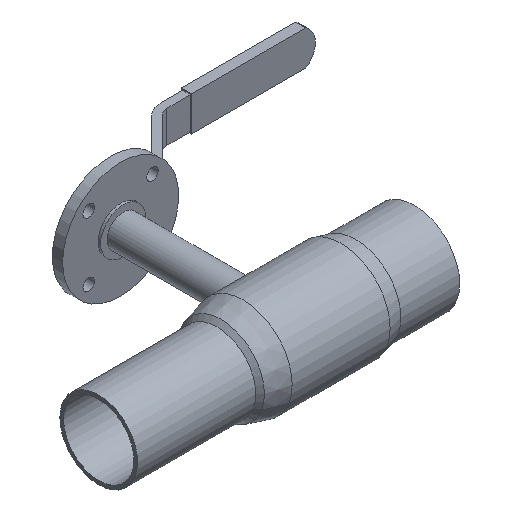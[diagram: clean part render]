
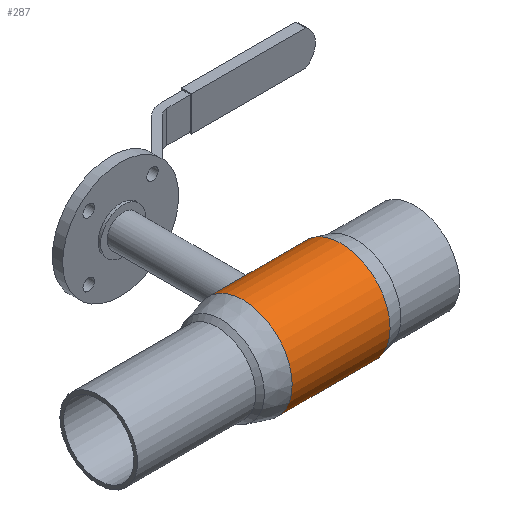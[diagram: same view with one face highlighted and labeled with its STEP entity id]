
A CAD part, isometric view. The second image highlights one B-rep face of the part: STEP entity #287.
In plain terms, the highlighted cylindrical face has radius 38.05 mm (diameter 76.1 mm), a full revolution.
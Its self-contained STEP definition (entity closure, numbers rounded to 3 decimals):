
#219=CARTESIAN_POINT('',(150.0,0.0,0.0));
#220=DIRECTION('',(1.0,0.0,0.0));
#221=DIRECTION('',(0.0,1.0,0.0));
#222=AXIS2_PLACEMENT_3D('',#219,#220,#221);
#223=CYLINDRICAL_SURFACE('',#222,38.05);
#224=CARTESIAN_POINT('',(112.0,38.05,0.0));
#225=VERTEX_POINT('',#224);
#226=CARTESIAN_POINT('',(112.0,0.0,0.0));
#227=DIRECTION('',(1.0,0.0,0.0));
#228=DIRECTION('',(0.0,1.0,0.0));
#229=AXIS2_PLACEMENT_3D('',#226,#227,#228);
#230=CIRCLE('',#229,38.05);
#231=EDGE_CURVE('',#225,#225,#230,.T.);
#232=ORIENTED_EDGE('',*,*,#231,.T.);
#233=EDGE_LOOP('',(#232));
#234=FACE_OUTER_BOUND('',#233,.T.);
#235=CARTESIAN_POINT('',(188.0,38.05,0.0));
#236=VERTEX_POINT('',#235);
#237=CARTESIAN_POINT('',(188.0,0.0,0.0));
#238=DIRECTION('',(1.0,0.0,0.0));
#239=DIRECTION('',(0.0,1.0,0.0));
#240=AXIS2_PLACEMENT_3D('',#237,#238,#239);
#241=CIRCLE('',#240,38.05);
#242=EDGE_CURVE('',#236,#236,#241,.T.);
#243=ORIENTED_EDGE('',*,*,#242,.F.);
#244=EDGE_LOOP('',(#243));
#245=FACE_BOUND('',#244,.T.);
#246=CARTESIAN_POINT('',(150.0,35.938,-12.5));
#247=VERTEX_POINT('',#246);
#248=CARTESIAN_POINT('',(150.0,35.938,-12.5));
#249=CARTESIAN_POINT('',(151.583,35.938,-12.5));
#250=CARTESIAN_POINT('',(153.262,36.054,-12.181));
#251=CARTESIAN_POINT('',(156.338,36.461,-10.902));
#252=CARTESIAN_POINT('',(157.735,36.746,-9.942));
#253=CARTESIAN_POINT('',(159.942,37.273,-7.736));
#254=CARTESIAN_POINT('',(160.902,37.55,-6.338));
#255=CARTESIAN_POINT('',(162.181,37.942,-3.262));
#256=CARTESIAN_POINT('',(162.5,38.05,-1.582));
#257=CARTESIAN_POINT('',(162.5,38.05,1.582));
#258=CARTESIAN_POINT('',(162.181,37.942,3.262));
#259=CARTESIAN_POINT('',(160.902,37.55,6.338));
#260=CARTESIAN_POINT('',(159.942,37.273,7.736));
#261=CARTESIAN_POINT('',(157.735,36.746,9.942));
#262=CARTESIAN_POINT('',(156.338,36.461,10.902));
#263=CARTESIAN_POINT('',(153.262,36.054,12.181));
#264=CARTESIAN_POINT('',(151.583,35.938,12.5));
#265=CARTESIAN_POINT('',(148.417,35.938,12.5));
#266=CARTESIAN_POINT('',(146.738,36.054,12.181));
#267=CARTESIAN_POINT('',(143.662,36.461,10.902));
#268=CARTESIAN_POINT('',(142.265,36.746,9.942));
#269=CARTESIAN_POINT('',(140.058,37.273,7.736));
#270=CARTESIAN_POINT('',(139.098,37.55,6.338));
#271=CARTESIAN_POINT('',(137.819,37.942,3.262));
#272=CARTESIAN_POINT('',(137.5,38.05,1.582));
#273=CARTESIAN_POINT('',(137.5,38.05,-1.582));
#274=CARTESIAN_POINT('',(137.819,37.942,-3.262));
#275=CARTESIAN_POINT('',(139.098,37.55,-6.338));
#276=CARTESIAN_POINT('',(140.058,37.273,-7.736));
#277=CARTESIAN_POINT('',(142.265,36.746,-9.942));
#278=CARTESIAN_POINT('',(143.662,36.461,-10.902));
#279=CARTESIAN_POINT('',(146.738,36.054,-12.181));
#280=CARTESIAN_POINT('',(148.417,35.938,-12.5));
#281=CARTESIAN_POINT('',(150.0,35.938,-12.5));
#282=B_SPLINE_CURVE_WITH_KNOTS('',3,(#248,#249,#250,#251,#252,#253,#254,#255,#256,#257,#258,#259,#260,#261,#262,#263,#264,#265,#266,#267,#268,#269,#270,#271,#272,#273,#274,#275,#276,#277,#278,#279,#280,#281),.UNSPECIFIED.,.T.,.U.,(4,2,2,2,2,2,2,2,2,2,2,2,2,2,2,2,4),(0.0,0.475,0.95,1.424,1.899,2.373,2.848,3.323,3.798,4.272,4.747,5.222,5.696,6.171,6.645,7.12,7.595),.UNSPECIFIED.);
#283=EDGE_CURVE('',#247,#247,#282,.T.);
#284=ORIENTED_EDGE('',*,*,#283,.T.);
#285=EDGE_LOOP('',(#284));
#286=FACE_BOUND('',#285,.T.);
#287=ADVANCED_FACE('',(#234,#245,#286),#223,.T.);
